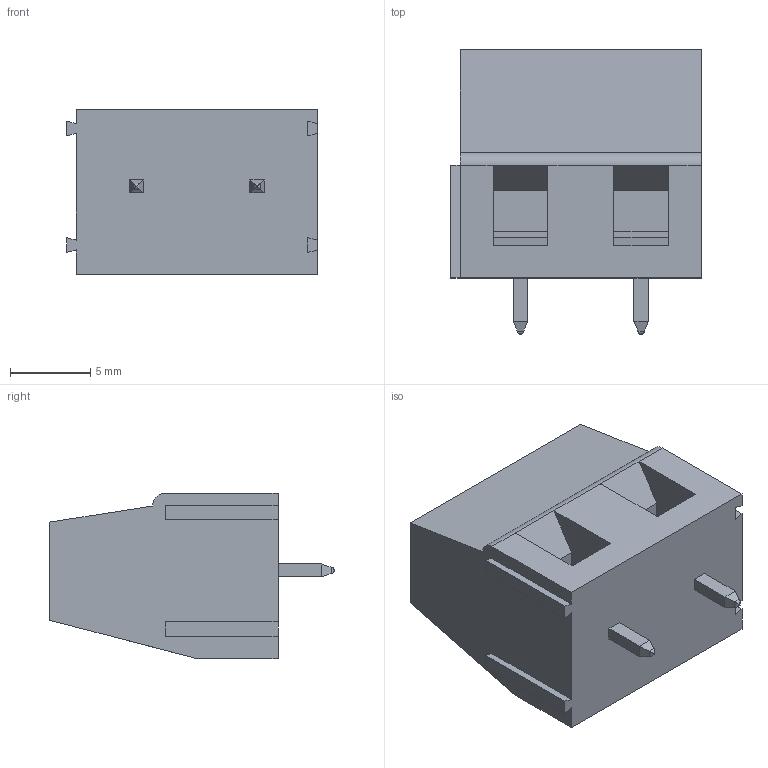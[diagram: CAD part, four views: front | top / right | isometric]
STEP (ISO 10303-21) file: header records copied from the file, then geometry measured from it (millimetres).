
FILE_DESCRIPTION(('STEP AP214'),'1');
FILE_NAME('terminal_blocks_a-tb750-ti02.stp','2015-10-31T21:31:59',('TraceParts'),('TraceParts S.A.'),'Spatial InterOp 3D',' ',' ');
FILE_SCHEMA(('automotive_design'));
Length unit declared in the file: millimetre
Products named in the file (1): 1
Bounding box: 15.6 x 17.7 x 10.3 mm (x, y, z)
Volume: 1704.7 mm3; surface area: 1262.4 mm2
Topology: 1 solids, 1 shells, 113 faces, 291 edges, 188 vertices
Faces by surface type: plane 92, cylinder 21
Entity records: 4299 total; most frequent: CARTESIAN_POINT 593, ORIENTED_EDGE 582, DIRECTION 557, EDGE_CURVE 291, LINE 253, VECTOR 253, VERTEX_POINT 188, AXIS2_PLACEMENT_3D 152
